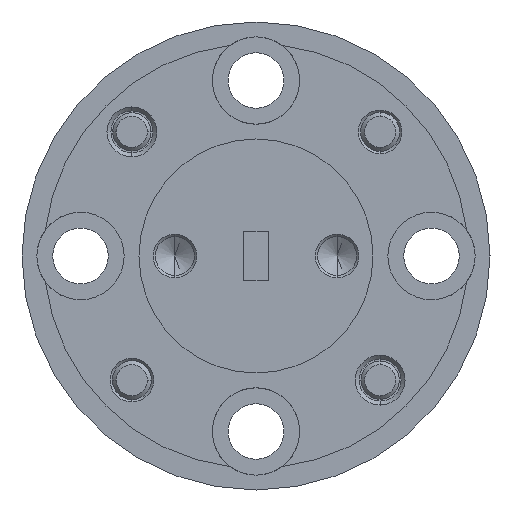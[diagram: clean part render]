
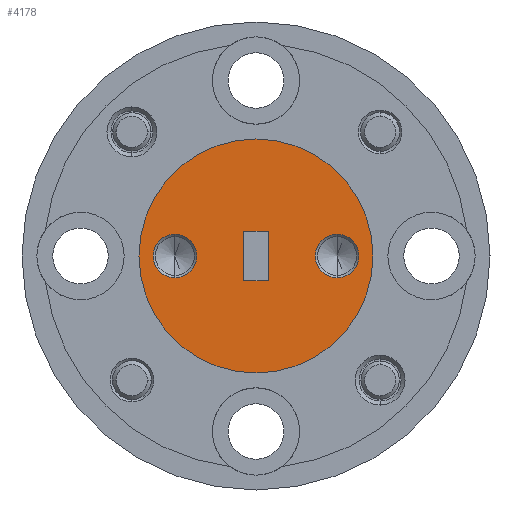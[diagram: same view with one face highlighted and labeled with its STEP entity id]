
A CAD part, left-side view. The second image highlights one B-rep face of the part: STEP entity #4178.
In plain terms, the highlighted planar face has unit normal (-1, 0, 0).
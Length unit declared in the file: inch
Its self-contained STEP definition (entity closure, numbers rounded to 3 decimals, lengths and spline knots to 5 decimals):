
#20 = CARTESIAN_POINT ( 'NONE',  ( -1., 0.02, 0.04 ) ) ;
#52 = CARTESIAN_POINT ( 'NONE',  ( -1., 0., -0.1875 ) ) ;
#107 = DIRECTION ( 'NONE',  ( 0., 0., -1. ) ) ;
#250 = ORIENTED_EDGE ( 'NONE', *, *, #2205, .F. ) ;
#405 = CIRCLE ( 'NONE', #1773, 0.1875 ) ;
#431 = LINE ( 'NONE', #4168, #1956 ) ;
#498 = ORIENTED_EDGE ( 'NONE', *, *, #2334, .T. ) ;
#503 = VERTEX_POINT ( 'NONE', #52 ) ;
#638 = EDGE_CURVE ( 'NONE', #1131, #4751, #1771, .T. ) ;
#658 = DIRECTION ( 'NONE',  ( 0., 0., 1. ) ) ;
#668 = VERTEX_POINT ( 'NONE', #2477 ) ;
#718 = CIRCLE ( 'NONE', #4255, 0.1875 ) ;
#836 = CARTESIAN_POINT ( 'NONE',  ( -1., 0.02, -0.04 ) ) ;
#893 = VERTEX_POINT ( 'NONE', #1051 ) ;
#899 = VECTOR ( 'NONE', #107, 39.37008 ) ;
#943 = CIRCLE ( 'NONE', #1665, 0.035 ) ;
#949 = VECTOR ( 'NONE', #3283, 39.37008 ) ;
#973 = EDGE_CURVE ( 'NONE', #1550, #2833, #943, .T. ) ;
#986 = CIRCLE ( 'NONE', #1386, 0.035 ) ;
#1051 = CARTESIAN_POINT ( 'NONE',  ( -1., 0., 0.1875 ) ) ;
#1054 = DIRECTION ( 'NONE',  ( -1., 0., 0. ) ) ;
#1066 = EDGE_CURVE ( 'NONE', #1869, #668, #1305, .T. ) ;
#1098 = DIRECTION ( 'NONE',  ( 0., 0., 1. ) ) ;
#1128 = DIRECTION ( 'NONE',  ( -1., 0., 0. ) ) ;
#1131 = VERTEX_POINT ( 'NONE', #3616 ) ;
#1138 = EDGE_LOOP ( 'NONE', ( #1782, #498 ) ) ;
#1216 = EDGE_LOOP ( 'NONE', ( #1976, #250, #3175, #3181 ) ) ;
#1241 = FACE_BOUND ( 'NONE', #4932, .T. ) ;
#1249 = CARTESIAN_POINT ( 'NONE',  ( -1., 0.13, -0.035 ) ) ;
#1255 = VECTOR ( 'NONE', #4955, 39.37008 ) ;
#1305 = CIRCLE ( 'NONE', #2739, 0.035 ) ;
#1379 = LINE ( 'NONE', #836, #899 ) ;
#1386 = AXIS2_PLACEMENT_3D ( 'NONE', #1535, #3797, #4644 ) ;
#1390 = EDGE_CURVE ( 'NONE', #2833, #1550, #986, .T. ) ;
#1395 = DIRECTION ( 'NONE',  ( -1., 0., 0. ) ) ;
#1455 = VERTEX_POINT ( 'NONE', #3131 ) ;
#1485 = EDGE_LOOP ( 'NONE', ( #4705, #2920 ) ) ;
#1535 = CARTESIAN_POINT ( 'NONE',  ( -1., -0.13, 0. ) ) ;
#1550 = VERTEX_POINT ( 'NONE', #2819 ) ;
#1591 = ORIENTED_EDGE ( 'NONE', *, *, #1066, .F. ) ;
#1594 = FACE_OUTER_BOUND ( 'NONE', #1138, .T. ) ;
#1665 = AXIS2_PLACEMENT_3D ( 'NONE', #3385, #1128, #1098 ) ;
#1771 = LINE ( 'NONE', #2830, #949 ) ;
#1773 = AXIS2_PLACEMENT_3D ( 'NONE', #2298, #3003, #4606 ) ;
#1782 = ORIENTED_EDGE ( 'NONE', *, *, #4974, .T. ) ;
#1816 = EDGE_CURVE ( 'NONE', #2935, #1131, #1379, .T. ) ;
#1869 = VERTEX_POINT ( 'NONE', #1249 ) ;
#1956 = VECTOR ( 'NONE', #2223, 39.37008 ) ;
#1976 = ORIENTED_EDGE ( 'NONE', *, *, #2173, .F. ) ;
#2173 = EDGE_CURVE ( 'NONE', #1455, #2935, #431, .T. ) ;
#2205 = EDGE_CURVE ( 'NONE', #4751, #1455, #2250, .T. ) ;
#2223 = DIRECTION ( 'NONE',  ( 0., 1., 0. ) ) ;
#2250 = LINE ( 'NONE', #4139, #1255 ) ;
#2298 = CARTESIAN_POINT ( 'NONE',  ( -1., 0., 0. ) ) ;
#2334 = EDGE_CURVE ( 'NONE', #503, #893, #718, .T. ) ;
#2367 = CIRCLE ( 'NONE', #3114, 0.035 ) ;
#2385 = DIRECTION ( 'NONE',  ( -1., 0., 0. ) ) ;
#2439 = DIRECTION ( 'NONE',  ( -1., 0., 0. ) ) ;
#2477 = CARTESIAN_POINT ( 'NONE',  ( -1., 0.13, 0.035 ) ) ;
#2739 = AXIS2_PLACEMENT_3D ( 'NONE', #4256, #2385, #3068 ) ;
#2819 = CARTESIAN_POINT ( 'NONE',  ( -1., -0.13, 0.035 ) ) ;
#2830 = CARTESIAN_POINT ( 'NONE',  ( -1., 0.02, -0.04 ) ) ;
#2833 = VERTEX_POINT ( 'NONE', #3724 ) ;
#2920 = ORIENTED_EDGE ( 'NONE', *, *, #1390, .F. ) ;
#2935 = VERTEX_POINT ( 'NONE', #20 ) ;
#3003 = DIRECTION ( 'NONE',  ( -1., 0., 0. ) ) ;
#3068 = DIRECTION ( 'NONE',  ( 0., 0., 1. ) ) ;
#3112 = EDGE_CURVE ( 'NONE', #668, #1869, #2367, .T. ) ;
#3114 = AXIS2_PLACEMENT_3D ( 'NONE', #3323, #1395, #3737 ) ;
#3131 = CARTESIAN_POINT ( 'NONE',  ( -1., -0.02, 0.04 ) ) ;
#3175 = ORIENTED_EDGE ( 'NONE', *, *, #638, .F. ) ;
#3181 = ORIENTED_EDGE ( 'NONE', *, *, #1816, .F. ) ;
#3261 = CARTESIAN_POINT ( 'NONE',  ( -1., -0.02, -0.04 ) ) ;
#3283 = DIRECTION ( 'NONE',  ( 0., -1., 0. ) ) ;
#3323 = CARTESIAN_POINT ( 'NONE',  ( -1., 0.13, 0. ) ) ;
#3385 = CARTESIAN_POINT ( 'NONE',  ( -1., -0.13, 0. ) ) ;
#3616 = CARTESIAN_POINT ( 'NONE',  ( -1., 0.02, -0.04 ) ) ;
#3724 = CARTESIAN_POINT ( 'NONE',  ( -1., -0.13, -0.035 ) ) ;
#3737 = DIRECTION ( 'NONE',  ( 0., 0., 1. ) ) ;
#3792 = ORIENTED_EDGE ( 'NONE', *, *, #3112, .F. ) ;
#3797 = DIRECTION ( 'NONE',  ( -1., 0., 0. ) ) ;
#3947 = FACE_BOUND ( 'NONE', #1485, .T. ) ;
#4047 = DIRECTION ( 'NONE',  ( 0., 0., 1. ) ) ;
#4139 = CARTESIAN_POINT ( 'NONE',  ( -1., -0.02, -0.04 ) ) ;
#4148 = PLANE ( 'NONE',  #4692 ) ;
#4168 = CARTESIAN_POINT ( 'NONE',  ( -1., 0.02, 0.04 ) ) ;
#4178 = ADVANCED_FACE ( 'NONE', ( #1241, #3947, #4184, #1594 ), #4148, .T. ) ;
#4184 = FACE_BOUND ( 'NONE', #1216, .T. ) ;
#4255 = AXIS2_PLACEMENT_3D ( 'NONE', #4735, #2439, #4047 ) ;
#4256 = CARTESIAN_POINT ( 'NONE',  ( -1., 0.13, 0. ) ) ;
#4537 = CARTESIAN_POINT ( 'NONE',  ( -1., 0.17097, 0. ) ) ;
#4606 = DIRECTION ( 'NONE',  ( 0., 0., 1. ) ) ;
#4644 = DIRECTION ( 'NONE',  ( 0., 0., 1. ) ) ;
#4692 = AXIS2_PLACEMENT_3D ( 'NONE', #4537, #1054, #658 ) ;
#4705 = ORIENTED_EDGE ( 'NONE', *, *, #973, .F. ) ;
#4735 = CARTESIAN_POINT ( 'NONE',  ( -1., 0., 0. ) ) ;
#4751 = VERTEX_POINT ( 'NONE', #3261 ) ;
#4932 = EDGE_LOOP ( 'NONE', ( #3792, #1591 ) ) ;
#4955 = DIRECTION ( 'NONE',  ( 0., 0., 1. ) ) ;
#4974 = EDGE_CURVE ( 'NONE', #893, #503, #405, .T. ) ;
